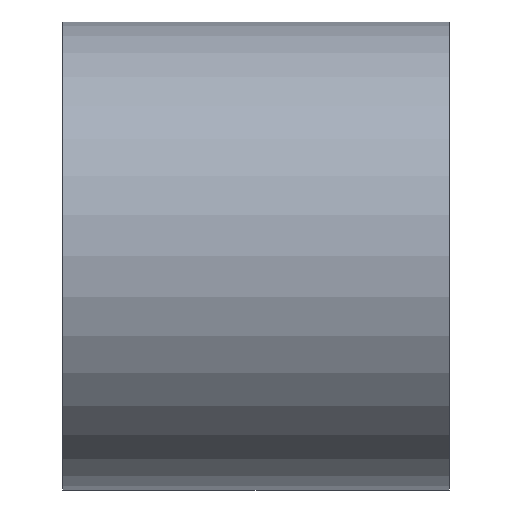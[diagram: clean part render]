
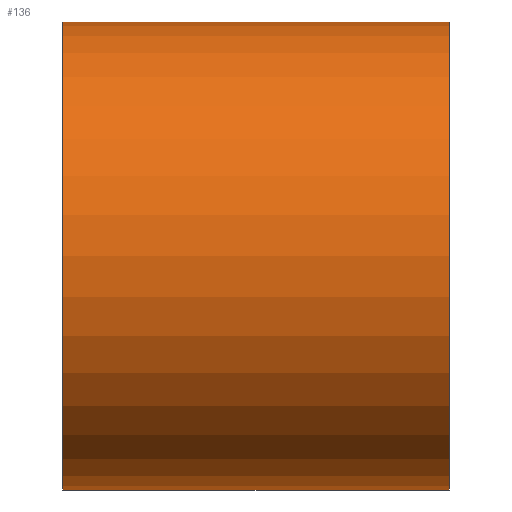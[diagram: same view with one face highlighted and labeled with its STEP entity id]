
A CAD part, left-side view. The second image highlights one B-rep face of the part: STEP entity #136.
In plain terms, the highlighted cylindrical face has radius 22.1 mm (diameter 44.2 mm), a partial arc.
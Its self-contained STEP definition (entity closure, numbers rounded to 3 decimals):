
#23 = AXIS2_PLACEMENT_3D ( 'NONE', #25, #180, #76 ) ;
#25 = CARTESIAN_POINT ( 'NONE',  ( 0., 36.5, 0. ) ) ;
#28 = DIRECTION ( 'NONE',  ( 0., 1., 0. ) ) ;
#29 = CIRCLE ( 'NONE', #174, 22.1 ) ;
#35 = VERTEX_POINT ( 'NONE', #170 ) ;
#42 = CARTESIAN_POINT ( 'NONE',  ( 0., 36.5, 22.1 ) ) ;
#51 = DIRECTION ( 'NONE',  ( 0., -1., 0. ) ) ;
#70 = EDGE_CURVE ( 'NONE', #169, #187, #85, .T. ) ;
#72 = FACE_OUTER_BOUND ( 'NONE', #164, .T. ) ;
#74 = CARTESIAN_POINT ( 'NONE',  ( 0., 36.5, 22.1 ) ) ;
#76 = DIRECTION ( 'NONE',  ( 0., 0., 1. ) ) ;
#85 = LINE ( 'NONE', #199, #156 ) ;
#92 = CARTESIAN_POINT ( 'NONE',  ( 0., 36.5, 0. ) ) ;
#93 = DIRECTION ( 'NONE',  ( 0., -1., 0. ) ) ;
#94 = CYLINDRICAL_SURFACE ( 'NONE', #207, 22.1 ) ;
#97 = CIRCLE ( 'NONE', #23, 22.1 ) ;
#99 = ORIENTED_EDGE ( 'NONE', *, *, #70, .T. ) ;
#108 = DIRECTION ( 'NONE',  ( 0., 0., -1. ) ) ;
#116 = EDGE_CURVE ( 'NONE', #187, #35, #29, .T. ) ;
#131 = DIRECTION ( 'NONE',  ( 0., -1., 0. ) ) ;
#136 = ADVANCED_FACE ( 'NONE', ( #72 ), #94, .T. ) ;
#137 = ORIENTED_EDGE ( 'NONE', *, *, #152, .F. ) ;
#143 = ORIENTED_EDGE ( 'NONE', *, *, #116, .T. ) ;
#150 = CARTESIAN_POINT ( 'NONE',  ( 0., 0., 0. ) ) ;
#151 = VECTOR ( 'NONE', #93, 1000. ) ;
#152 = EDGE_CURVE ( 'NONE', #169, #184, #97, .T. ) ;
#156 = VECTOR ( 'NONE', #51, 1000. ) ;
#160 = EDGE_CURVE ( 'NONE', #184, #35, #161, .T. ) ;
#161 = LINE ( 'NONE', #74, #151 ) ;
#164 = EDGE_LOOP ( 'NONE', ( #201, #137, #99, #143 ) ) ;
#169 = VERTEX_POINT ( 'NONE', #179 ) ;
#170 = CARTESIAN_POINT ( 'NONE',  ( 0., 0., 22.1 ) ) ;
#174 = AXIS2_PLACEMENT_3D ( 'NONE', #150, #28, #206 ) ;
#179 = CARTESIAN_POINT ( 'NONE',  ( 0., 36.5, -22.1 ) ) ;
#180 = DIRECTION ( 'NONE',  ( 0., 1., 0. ) ) ;
#184 = VERTEX_POINT ( 'NONE', #42 ) ;
#187 = VERTEX_POINT ( 'NONE', #191 ) ;
#191 = CARTESIAN_POINT ( 'NONE',  ( 0., 0., -22.1 ) ) ;
#199 = CARTESIAN_POINT ( 'NONE',  ( 0., 36.5, -22.1 ) ) ;
#201 = ORIENTED_EDGE ( 'NONE', *, *, #160, .F. ) ;
#206 = DIRECTION ( 'NONE',  ( 0., 0., 1. ) ) ;
#207 = AXIS2_PLACEMENT_3D ( 'NONE', #92, #131, #108 ) ;
